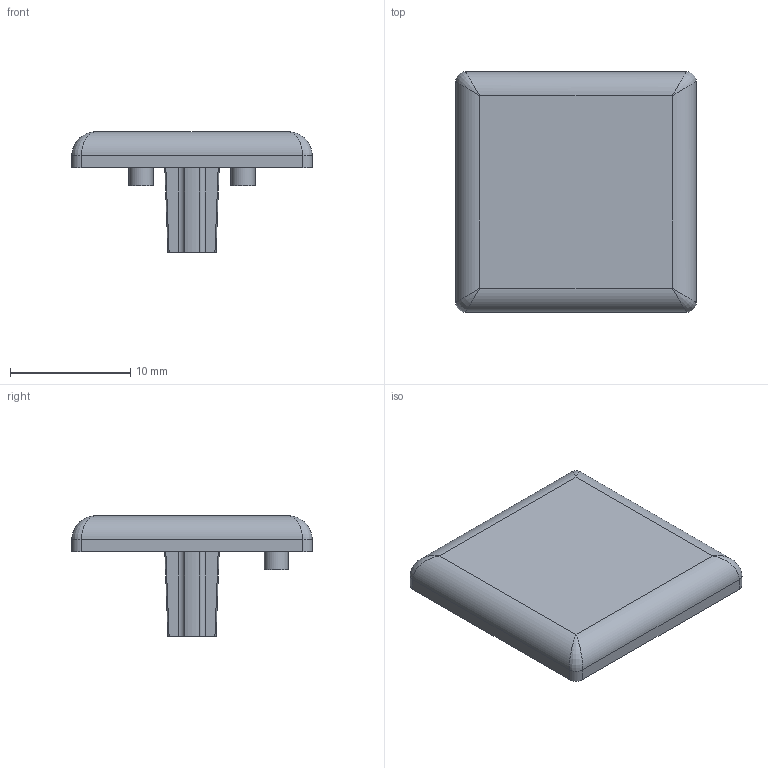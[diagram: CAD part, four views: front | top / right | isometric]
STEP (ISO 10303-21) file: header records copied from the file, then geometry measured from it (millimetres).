
FILE_DESCRIPTION(('STEP AP203'),'2;1');
FILE_NAME('18.001.00.stp','2011-03-21T16:01:10',(''),(''),'2009.3.110','THINKDESIGN','');
FILE_SCHEMA(('CONFIG_CONTROL_DESIGN'));
Length unit declared in the file: millimetre
Bounding box: 20 x 20 x 10 mm (x, y, z)
Volume: 932.5 mm3; surface area: 1188.6 mm2
Topology: 1 solids, 1 shells, 44 faces, 110 edges, 68 vertices
Faces by surface type: plane 22, cylinder 14, bspline 8
Full cylindrical faces by diameter (mm): 2 x2
Entity records: 1779 total; most frequent: CARTESIAN_POINT 686, ORIENTED_EDGE 212, DIRECTION 194, EDGE_CURVE 106, AXIS2_PLACEMENT_3D 68, VERTEX_POINT 68, VECTOR 58, LINE 58
